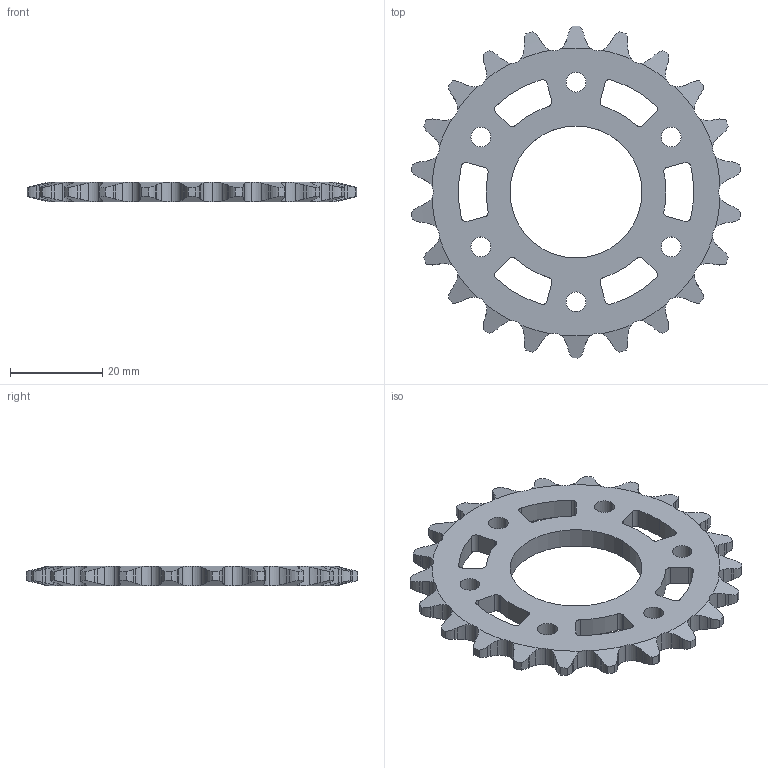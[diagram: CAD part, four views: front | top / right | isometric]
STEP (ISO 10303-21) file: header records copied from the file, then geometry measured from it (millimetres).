
FILE_DESCRIPTION (( 'STEP AP203' ), '1' );
FILE_NAME ('217-2688.20121204.STEP', '2012-12-05T02:12:19', ( 'svradm' ), ( 'Microsoft' ), 'SwSTEP 2.0', 'SolidWorks 2012', '' );
FILE_SCHEMA (( 'CONFIG_CONTROL_DESIGN' ));
Length unit declared in the file: inch
Products named in the file (1): 217-2688.20121204
Bounding box: 71.43 x 71.96 x 4.29 mm (x, y, z)
Volume: 9493.9 mm3; surface area: 7308.2 mm2
Topology: 1 solids, 1 shells, 314 faces, 936 edges, 624 vertices
Faces by surface type: cylinder 212, plane 58, cone 44
Entity records: 11447 total; most frequent: CARTESIAN_POINT 3283, ORIENTED_EDGE 1872, DIRECTION 1506, EDGE_CURVE 936, VERTEX_POINT 624, AXIS2_PLACEMENT_3D 607, B_SPLINE_CURVE_WITH_KNOTS 352, EDGE_LOOP 340
